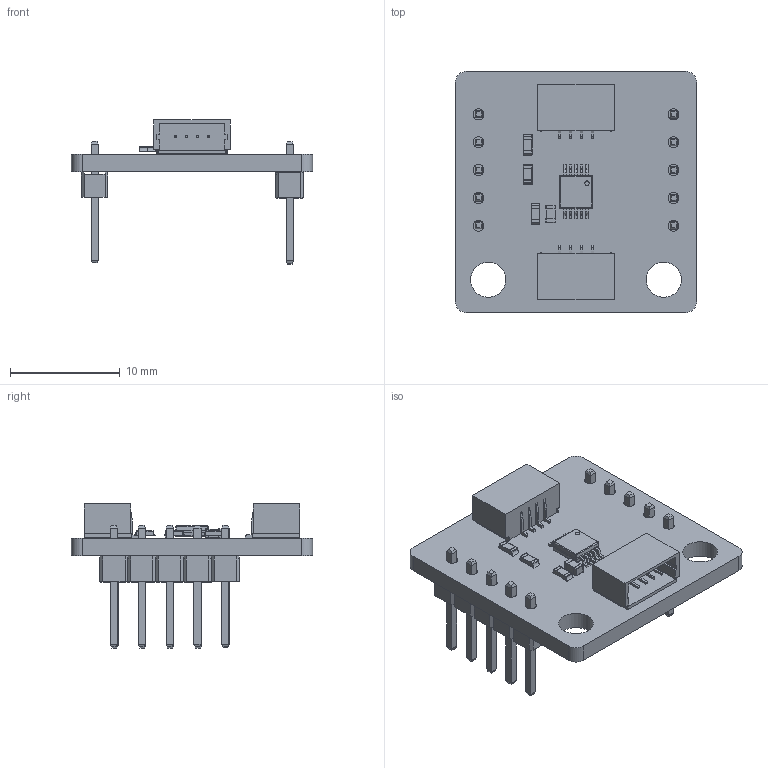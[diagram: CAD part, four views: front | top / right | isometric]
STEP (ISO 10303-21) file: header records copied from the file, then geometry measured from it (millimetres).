
FILE_DESCRIPTION(('KiCad electronic assembly'),'2;1');
FILE_NAME('4CH_ADC_breakout_ADS1X15_3D.step','2021-09-01T09:16:02',( 'Pcbnew'),('Kicad'),'Open CASCADE STEP processor 7.5', 'KiCad to STEP converter','Unknown');
FILE_SCHEMA(('AUTOMOTIVE_DESIGN { 1 0 10303 214 1 1 1 1 }'));
Length unit declared in the file: millimetre
Products named in the file (16): 4CH_ADC_breakout_ADS1X15_3D 1; 0603C; COMPOUND; easyC connector; SOLID; 0603R; User Library-DGS0010A; 1x_Male_Pin_2.54_mm; 5x_Male_Pin_2.54_mm; 4x_Male_Pin_2.54_mm
Assembly tree (18 placements, depth 3):
  4CH_ADC_breakout_ADS1X15_3D 1
    0603C
      COMPOUND
    easyC connector  x2
      SOLID
    0603R  x3
      SOLID
    User Library-DGS0010A
      COMPOUND
    1x_Male_Pin_2.54_mm
      SOLID
    5x_Male_Pin_2.54_mm
      COMPOUND
    4x_Male_Pin_2.54_mm
      COMPOUND
    COMPOUND
Bounding box: 22 x 22 x 13.15 mm (x, y, z)
Volume: 983.6 mm3; surface area: 2201 mm2
Topology: 31 solids, 31 shells, 976 faces, 2360 edges, 1431 vertices
Faces by surface type: bspline 954, cylinder 16, plane 6
Full cylindrical faces by diameter (mm): 1 x10, 3.2 x2
Entity records: 41962 total; most frequent: CARTESIAN_POINT 16540, B_SPLINE_CURVE_WITH_KNOTS 4744, ORIENTED_EDGE 3524, PCURVE 3524, DEFINITIONAL_REPRESENTATION 3524, EDGE_CURVE 1762, SURFACE_CURVE 1750, VERTEX_POINT 1091
